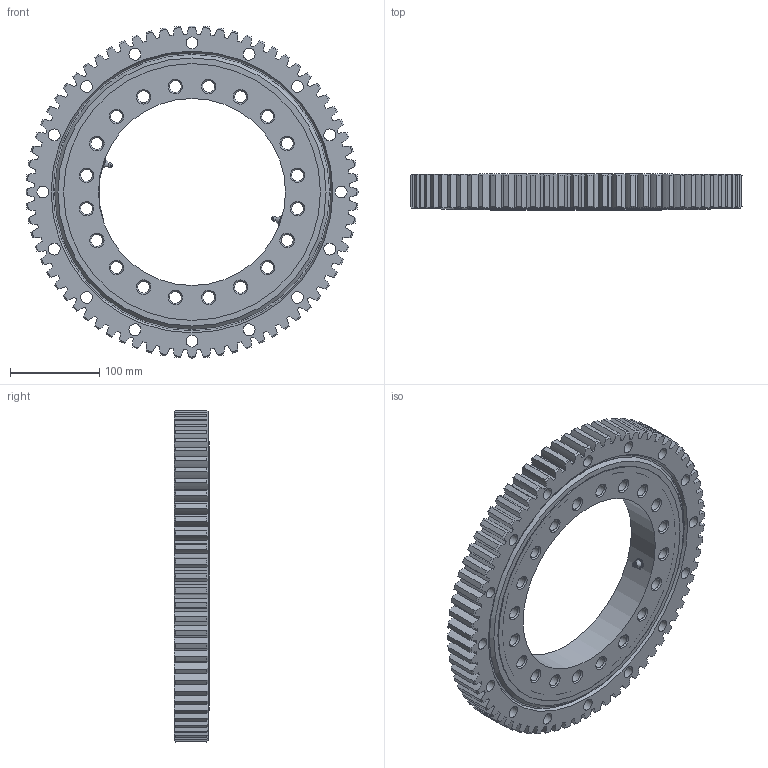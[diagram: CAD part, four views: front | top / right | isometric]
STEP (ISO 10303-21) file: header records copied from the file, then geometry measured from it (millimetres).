
FILE_DESCRIPTION(/* description */ (''),/* implementation_level */ '2;1');
FILE_NAME(/* name */ '30E.0289.19.002.stp',/* time_stamp */ '2020-02-25T12:51:26-05:00',/* author */ ('Gregg.VanSuch'),/* organization */ (''),/* preprocessor_version */ 'ST-DEVELOPER v17',/* originating_system */ 'Autodesk Inventor 2019',/* authorisation */ '');
FILE_SCHEMA (('AUTOMOTIVE_DESIGN { 1 0 10303 214 3 1 1 }'));
Length unit declared in the file: inch
Products named in the file (4): 30E.0289.19.002; 30E.0289.19.002_1; Spur Gears; 1_8 NPT Fitting
Assembly tree (4 placements, depth 2):
  30E.0289.19.002
    30E.0289.19.002_1
    Spur Gears
    1_8 NPT Fitting  x2
Bounding box: 373.02 x 40.01 x 373.02 mm (x, y, z)
Volume: 2329344.6 mm3; surface area: 520646.2 mm2
Topology: 7 solids, 7 shells, 701 faces, 2106 edges, 1432 vertices
Faces by surface type: cylinder 352, cone 204, torus 61, plane 42, sphere 36, bspline 6
Full cylindrical faces by diameter (mm): 2.536 x4, 13.386 x36, 22.175 x1, 22.226 x1, 210.007 x1, 274.531 x1, 274.557 x1, 284.467 x1, 286.499 x2, 288.531 x2, 290.563 x1, 300.474 x1, 300.499 x1
Entity records: 29922 total; most frequent: CARTESIAN_POINT 11106, ORIENTED_EDGE 4054, DIRECTION 4016, EDGE_CURVE 2027, AXIS2_PLACEMENT_3D 1806, VERTEX_POINT 1377, CIRCLE 1122, EDGE_LOOP 766
